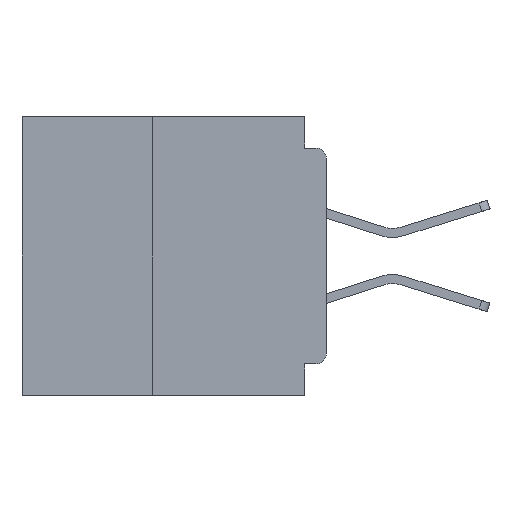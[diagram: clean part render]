
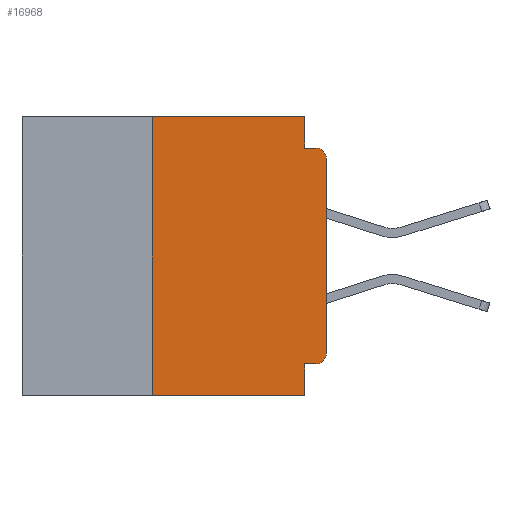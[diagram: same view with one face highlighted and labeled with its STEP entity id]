
A CAD part, left-side view. The second image highlights one B-rep face of the part: STEP entity #16968.
In plain terms, the highlighted planar face has unit normal (-1, 0, 0).
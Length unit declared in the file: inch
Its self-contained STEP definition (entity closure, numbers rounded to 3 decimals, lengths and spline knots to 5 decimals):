
#1093 = VERTEX_POINT ( 'NONE', #52178 ) ;
#1406 = EDGE_CURVE ( 'NONE', #1093, #56281, #25792, .T. ) ;
#2278 = CIRCLE ( 'NONE', #44275, 0.015 ) ;
#2975 = DIRECTION ( 'NONE',  ( 0., -1., 0. ) ) ;
#3792 = CARTESIAN_POINT ( 'NONE',  ( 0., 0.015, -0.34 ) ) ;
#3830 = DIRECTION ( 'NONE',  ( 0., 0., 1. ) ) ;
#4317 = PLANE ( 'NONE',  #45909 ) ;
#5639 = LINE ( 'NONE', #43101, #26683 ) ;
#6368 = DIRECTION ( 'NONE',  ( 0., 0., -1. ) ) ;
#6883 = ORIENTED_EDGE ( 'NONE', *, *, #45988, .F. ) ;
#8327 = DIRECTION ( 'NONE',  ( 0., 0., -1. ) ) ;
#8829 = VECTOR ( 'NONE', #37025, 39.37008 ) ;
#8924 = CARTESIAN_POINT ( 'NONE',  ( 0., 0.25, 0. ) ) ;
#9185 = EDGE_CURVE ( 'NONE', #22296, #44627, #22085, .T. ) ;
#9399 = ORIENTED_EDGE ( 'NONE', *, *, #57187, .F. ) ;
#10827 = EDGE_CURVE ( 'NONE', #56281, #55081, #2278, .T. ) ;
#10894 = ORIENTED_EDGE ( 'NONE', *, *, #25302, .T. ) ;
#12730 = VERTEX_POINT ( 'NONE', #8924 ) ;
#13013 = CARTESIAN_POINT ( 'NONE',  ( 0., 0.015, -0.06 ) ) ;
#13384 = CARTESIAN_POINT ( 'NONE',  ( 0., 0.437, -0.4 ) ) ;
#13400 = DIRECTION ( 'NONE',  ( 0., 0., -1. ) ) ;
#13907 = VECTOR ( 'NONE', #3830, 39.37008 ) ;
#14649 = CARTESIAN_POINT ( 'NONE',  ( 0., 0.015, -0.045 ) ) ;
#15951 = VECTOR ( 'NONE', #6368, 39.37008 ) ;
#16827 = ORIENTED_EDGE ( 'NONE', *, *, #22340, .F. ) ;
#16968 = ADVANCED_FACE ( 'NONE', ( #43550 ), #4317, .F. ) ;
#17471 = DIRECTION ( 'NONE',  ( 0., -1., 0. ) ) ;
#17535 = DIRECTION ( 'NONE',  ( 0., 0., -1. ) ) ;
#17918 = DIRECTION ( 'NONE',  ( 0., -1., 0. ) ) ;
#19094 = ORIENTED_EDGE ( 'NONE', *, *, #10827, .T. ) ;
#19338 = VECTOR ( 'NONE', #17471, 39.37008 ) ;
#19530 = CARTESIAN_POINT ( 'NONE',  ( 0., 0.031, -0.355 ) ) ;
#19862 = CARTESIAN_POINT ( 'NONE',  ( 0., 0.031, 0. ) ) ;
#22085 = LINE ( 'NONE', #19862, #33790 ) ;
#22296 = VERTEX_POINT ( 'NONE', #33072 ) ;
#22340 = EDGE_CURVE ( 'NONE', #32244, #39601, #27778, .T. ) ;
#22735 = ORIENTED_EDGE ( 'NONE', *, *, #25815, .F. ) ;
#23217 = ORIENTED_EDGE ( 'NONE', *, *, #48750, .F. ) ;
#23710 = CARTESIAN_POINT ( 'NONE',  ( 0., 0., -0.06 ) ) ;
#24155 = CARTESIAN_POINT ( 'NONE',  ( 0., 0.25, -0.4 ) ) ;
#25302 = EDGE_CURVE ( 'NONE', #39228, #39601, #50303, .T. ) ;
#25792 = LINE ( 'NONE', #46266, #13907 ) ;
#25815 = EDGE_CURVE ( 'NONE', #40405, #32244, #56433, .T. ) ;
#26683 = VECTOR ( 'NONE', #2975, 39.37008 ) ;
#27009 = CARTESIAN_POINT ( 'NONE',  ( 0., 0.031, -0.4 ) ) ;
#27092 = CARTESIAN_POINT ( 'NONE',  ( 0., 0.015, -0.355 ) ) ;
#27394 = AXIS2_PLACEMENT_3D ( 'NONE', #3792, #35001, #8327 ) ;
#27778 = LINE ( 'NONE', #42173, #15951 ) ;
#29009 = EDGE_LOOP ( 'NONE', ( #39467, #19094, #9399, #48624, #23217, #6883, #10894, #16827, #22735, #51527 ) ) ;
#29840 = EDGE_CURVE ( 'NONE', #40405, #1093, #50357, .T. ) ;
#30160 = CARTESIAN_POINT ( 'NONE',  ( 0., 0., -0.355 ) ) ;
#32244 = VERTEX_POINT ( 'NONE', #19530 ) ;
#32387 = CARTESIAN_POINT ( 'NONE',  ( 0., 0.25, -0.4 ) ) ;
#32506 = LINE ( 'NONE', #32387, #8829 ) ;
#33072 = CARTESIAN_POINT ( 'NONE',  ( 0., 0.031, 0. ) ) ;
#33790 = VECTOR ( 'NONE', #50718, 39.37008 ) ;
#34626 = DIRECTION ( 'NONE',  ( 0., 1., 0. ) ) ;
#35001 = DIRECTION ( 'NONE',  ( -1., 0., 0. ) ) ;
#35282 = CARTESIAN_POINT ( 'NONE',  ( 0., 0.437, 0. ) ) ;
#35545 = CARTESIAN_POINT ( 'NONE',  ( 0., 0.437, 0. ) ) ;
#37025 = DIRECTION ( 'NONE',  ( 0., 0., 1. ) ) ;
#39228 = VERTEX_POINT ( 'NONE', #24155 ) ;
#39467 = ORIENTED_EDGE ( 'NONE', *, *, #1406, .T. ) ;
#39601 = VERTEX_POINT ( 'NONE', #27009 ) ;
#39978 = DIRECTION ( 'NONE',  ( 1., 0., 0. ) ) ;
#40405 = VERTEX_POINT ( 'NONE', #27092 ) ;
#42173 = CARTESIAN_POINT ( 'NONE',  ( 0., 0.031, -0.4 ) ) ;
#42849 = LINE ( 'NONE', #35282, #19338 ) ;
#43101 = CARTESIAN_POINT ( 'NONE',  ( 0., 0., -0.045 ) ) ;
#43387 = VECTOR ( 'NONE', #34626, 39.37008 ) ;
#43550 = FACE_OUTER_BOUND ( 'NONE', #29009, .T. ) ;
#44049 = DIRECTION ( 'NONE',  ( -1., 0., 0. ) ) ;
#44275 = AXIS2_PLACEMENT_3D ( 'NONE', #13013, #44049, #17535 ) ;
#44627 = VERTEX_POINT ( 'NONE', #56626 ) ;
#45909 = AXIS2_PLACEMENT_3D ( 'NONE', #35545, #39978, #13400 ) ;
#45988 = EDGE_CURVE ( 'NONE', #39228, #12730, #32506, .T. ) ;
#46266 = CARTESIAN_POINT ( 'NONE',  ( 0., 0., 0. ) ) ;
#48624 = ORIENTED_EDGE ( 'NONE', *, *, #9185, .F. ) ;
#48750 = EDGE_CURVE ( 'NONE', #12730, #22296, #42849, .T. ) ;
#48940 = VECTOR ( 'NONE', #17918, 39.37008 ) ;
#50303 = LINE ( 'NONE', #13384, #48940 ) ;
#50357 = CIRCLE ( 'NONE', #27394, 0.015 ) ;
#50718 = DIRECTION ( 'NONE',  ( 0., 0., -1. ) ) ;
#51527 = ORIENTED_EDGE ( 'NONE', *, *, #29840, .T. ) ;
#52178 = CARTESIAN_POINT ( 'NONE',  ( 0., 0., -0.34 ) ) ;
#55081 = VERTEX_POINT ( 'NONE', #14649 ) ;
#56281 = VERTEX_POINT ( 'NONE', #23710 ) ;
#56433 = LINE ( 'NONE', #30160, #43387 ) ;
#56626 = CARTESIAN_POINT ( 'NONE',  ( 0., 0.031, -0.045 ) ) ;
#57187 = EDGE_CURVE ( 'NONE', #44627, #55081, #5639, .T. ) ;
